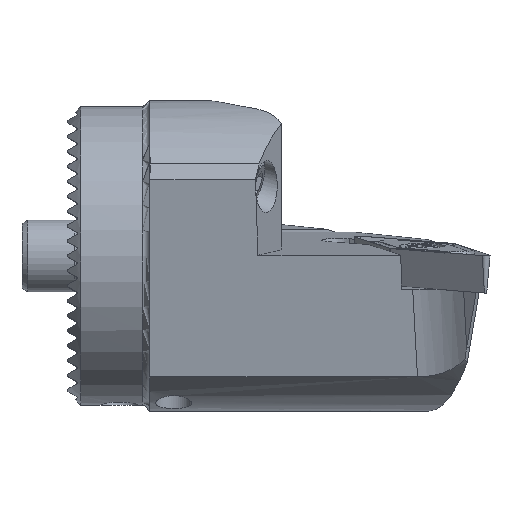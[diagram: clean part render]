
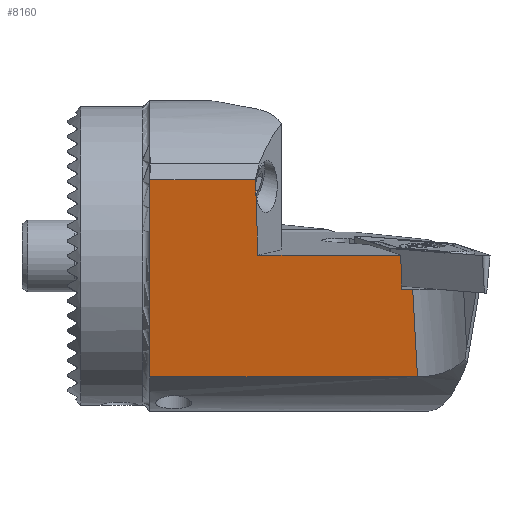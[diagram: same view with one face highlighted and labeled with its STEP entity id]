
A CAD part, top view. The second image highlights one B-rep face of the part: STEP entity #8160.
In plain terms, the highlighted planar face has unit normal (0, -0.173, 0.985).
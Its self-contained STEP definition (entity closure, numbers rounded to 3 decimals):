
#73 = VECTOR ( 'NONE', #11114, 1000. ) ;
#156 = EDGE_CURVE ( 'NONE', #8186, #8816, #7101, .T. ) ;
#243 = DIRECTION ( 'NONE',  ( 0.032, -0.984, -0.173 ) ) ;
#269 = ORIENTED_EDGE ( 'NONE', *, *, #2727, .T. ) ;
#287 = VECTOR ( 'NONE', #2609, 1000. ) ;
#367 = VERTEX_POINT ( 'NONE', #10311 ) ;
#382 = LINE ( 'NONE', #11206, #73 ) ;
#402 = LINE ( 'NONE', #11116, #1015 ) ;
#481 = FACE_OUTER_BOUND ( 'NONE', #3583, .T. ) ;
#756 = CARTESIAN_POINT ( 'NONE',  ( -0.625, 0.044, 13.714 ) ) ;
#787 = EDGE_CURVE ( 'NONE', #1498, #8155, #382, .T. ) ;
#815 = DIRECTION ( 'NONE',  ( 0.07, -0.983, -0.173 ) ) ;
#852 = CARTESIAN_POINT ( 'NONE',  ( 6.5, -10.149, 11.924 ) ) ;
#1015 = VECTOR ( 'NONE', #1448, 1000. ) ;
#1083 = EDGE_CURVE ( 'NONE', #7913, #8816, #11030, .T. ) ;
#1209 = ORIENTED_EDGE ( 'NONE', *, *, #10540, .F. ) ;
#1232 = LINE ( 'NONE', #11652, #7650 ) ;
#1295 = CARTESIAN_POINT ( 'NONE',  ( 16.298, -22.431, 9.765 ) ) ;
#1448 = DIRECTION ( 'NONE',  ( -0.053, 0.984, 0.173 ) ) ;
#1498 = VERTEX_POINT ( 'NONE', #11327 ) ;
#1652 = DIRECTION ( 'NONE',  ( -1., 0., 0. ) ) ;
#1661 = B_SPLINE_CURVE_WITH_KNOTS ( 'NONE', 3,
 ( #9526, #7692, #9568, #7643 ),
 .UNSPECIFIED., .F., .F.,
 ( 4, 4 ),
 ( 0.002, 0.003 ),
 .UNSPECIFIED. ) ;
#1988 = CARTESIAN_POINT ( 'NONE',  ( 15.375, 5.745, 14.716 ) ) ;
#2609 = DIRECTION ( 'NONE',  ( -0.022, -0.985, -0.173 ) ) ;
#2671 = EDGE_CURVE ( 'NONE', #9152, #1498, #402, .T. ) ;
#2685 = LINE ( 'NONE', #4367, #5415 ) ;
#2727 = EDGE_CURVE ( 'NONE', #5290, #367, #2685, .T. ) ;
#3545 = CARTESIAN_POINT ( 'NONE',  ( 27.543, -2.982, 13.183 ) ) ;
#3583 = EDGE_LOOP ( 'NONE', ( #8107, #269, #11278, #1209, #7964, #5297, #4606, #5918, #9338, #3879, #5660, #5896 ) ) ;
#3791 = LINE ( 'NONE', #5200, #4865 ) ;
#3879 = ORIENTED_EDGE ( 'NONE', *, *, #1083, .T. ) ;
#3987 = EDGE_CURVE ( 'NONE', #5290, #4908, #7395, .T. ) ;
#4235 = CARTESIAN_POINT ( 'NONE',  ( 29.564, -22.01, 9.839 ) ) ;
#4268 = DIRECTION ( 'NONE',  ( 0., 0.173, -0.985 ) ) ;
#4367 = CARTESIAN_POINT ( 'NONE',  ( 6.592, 6.37, 14.826 ) ) ;
#4479 = DIRECTION ( 'NONE',  ( 0., 0.985, 0.173 ) ) ;
#4606 = ORIENTED_EDGE ( 'NONE', *, *, #787, .T. ) ;
#4780 = CARTESIAN_POINT ( 'NONE',  ( 15.323, 5.61, 14.693 ) ) ;
#4824 = CARTESIAN_POINT ( 'NONE',  ( 15.328, 5.461, 14.666 ) ) ;
#4865 = VECTOR ( 'NONE', #4479, 1000. ) ;
#4908 = VERTEX_POINT ( 'NONE', #1988 ) ;
#5200 = CARTESIAN_POINT ( 'NONE',  ( 6.5, 13.185, 16.023 ) ) ;
#5280 = CARTESIAN_POINT ( 'NONE',  ( 27.547, -2.8, 13.215 ) ) ;
#5290 = VERTEX_POINT ( 'NONE', #11393 ) ;
#5297 = ORIENTED_EDGE ( 'NONE', *, *, #2671, .T. ) ;
#5415 = VECTOR ( 'NONE', #11174, 1000. ) ;
#5482 = LINE ( 'NONE', #5776, #11570 ) ;
#5532 = EDGE_CURVE ( 'NONE', #12398, #367, #1661, .T. ) ;
#5602 = EDGE_CURVE ( 'NONE', #8186, #4908, #12001, .T. ) ;
#5660 = ORIENTED_EDGE ( 'NONE', *, *, #156, .F. ) ;
#5776 = CARTESIAN_POINT ( 'NONE',  ( 27.479, 0.21, 13.744 ) ) ;
#5806 = DIRECTION ( 'NONE',  ( 0.032, -0.984, -0.173 ) ) ;
#5856 = VECTOR ( 'NONE', #1652, 1000. ) ;
#5869 = CARTESIAN_POINT ( 'NONE',  ( 28.923, -10.149, 11.924 ) ) ;
#5896 = ORIENTED_EDGE ( 'NONE', *, *, #5602, .T. ) ;
#5918 = ORIENTED_EDGE ( 'NONE', *, *, #11802, .F. ) ;
#7101 = LINE ( 'NONE', #12431, #10122 ) ;
#7395 = LINE ( 'NONE', #1295, #9652 ) ;
#7643 = CARTESIAN_POINT ( 'NONE',  ( 6.509, 6.37, 14.826 ) ) ;
#7650 = VECTOR ( 'NONE', #8871, 1000. ) ;
#7692 = CARTESIAN_POINT ( 'NONE',  ( 6.5, 6.205, 14.797 ) ) ;
#7913 = VERTEX_POINT ( 'NONE', #8392 ) ;
#7964 = ORIENTED_EDGE ( 'NONE', *, *, #9101, .T. ) ;
#8107 = ORIENTED_EDGE ( 'NONE', *, *, #3987, .F. ) ;
#8155 = VERTEX_POINT ( 'NONE', #5280 ) ;
#8160 = ADVANCED_FACE ( 'NONE', ( #481 ), #9115, .F. ) ;
#8186 = VERTEX_POINT ( 'NONE', #9147 ) ;
#8392 = CARTESIAN_POINT ( 'NONE',  ( 27.491, 0.044, 13.714 ) ) ;
#8639 = LINE ( 'NONE', #3545, #287 ) ;
#8806 = CARTESIAN_POINT ( 'NONE',  ( 15.375, 5.745, 14.716 ) ) ;
#8816 = VERTEX_POINT ( 'NONE', #11065 ) ;
#8871 = DIRECTION ( 'NONE',  ( 1., 0., 0. ) ) ;
#8911 = CARTESIAN_POINT ( 'NONE',  ( 27.581, -1.23, 13.491 ) ) ;
#9101 = EDGE_CURVE ( 'NONE', #9997, #9152, #1232, .T. ) ;
#9115 = PLANE ( 'NONE',  #9815 ) ;
#9147 = CARTESIAN_POINT ( 'NONE',  ( 15.39, 5.299, 14.638 ) ) ;
#9152 = VERTEX_POINT ( 'NONE', #5869 ) ;
#9187 = DIRECTION ( 'NONE',  ( 0., 0.985, 0.173 ) ) ;
#9338 = ORIENTED_EDGE ( 'NONE', *, *, #9530, .F. ) ;
#9526 = CARTESIAN_POINT ( 'NONE',  ( 6.5, 6.122, 14.782 ) ) ;
#9530 = EDGE_CURVE ( 'NONE', #7913, #10403, #5482, .T. ) ;
#9568 = CARTESIAN_POINT ( 'NONE',  ( 6.503, 6.288, 14.812 ) ) ;
#9652 = VECTOR ( 'NONE', #243, 1000. ) ;
#9815 = AXIS2_PLACEMENT_3D ( 'NONE', #4235, #4268, #9187 ) ;
#9836 = CARTESIAN_POINT ( 'NONE',  ( 15.39, 5.299, 14.638 ) ) ;
#9997 = VERTEX_POINT ( 'NONE', #852 ) ;
#10122 = VECTOR ( 'NONE', #5806, 1000. ) ;
#10311 = CARTESIAN_POINT ( 'NONE',  ( 6.509, 6.37, 14.826 ) ) ;
#10403 = VERTEX_POINT ( 'NONE', #8911 ) ;
#10540 = EDGE_CURVE ( 'NONE', #9997, #12398, #3791, .T. ) ;
#10908 = CARTESIAN_POINT ( 'NONE',  ( 6.5, 6.122, 14.782 ) ) ;
#11030 = LINE ( 'NONE', #756, #5856 ) ;
#11065 = CARTESIAN_POINT ( 'NONE',  ( 15.562, 0.044, 13.714 ) ) ;
#11114 = DIRECTION ( 'NONE',  ( -1., 0., 0. ) ) ;
#11116 = CARTESIAN_POINT ( 'NONE',  ( 29.564, -22.01, 9.839 ) ) ;
#11174 = DIRECTION ( 'NONE',  ( -1., 0., 0. ) ) ;
#11206 = CARTESIAN_POINT ( 'NONE',  ( 29.435, -2.8, 13.215 ) ) ;
#11278 = ORIENTED_EDGE ( 'NONE', *, *, #5532, .F. ) ;
#11327 = CARTESIAN_POINT ( 'NONE',  ( 28.525, -2.8, 13.215 ) ) ;
#11393 = CARTESIAN_POINT ( 'NONE',  ( 15.354, 6.37, 14.826 ) ) ;
#11570 = VECTOR ( 'NONE', #815, 1000. ) ;
#11652 = CARTESIAN_POINT ( 'NONE',  ( -0.854, -10.149, 11.924 ) ) ;
#11802 = EDGE_CURVE ( 'NONE', #10403, #8155, #8639, .T. ) ;
#12001 =( BOUNDED_CURVE ( )  B_SPLINE_CURVE ( 3, ( #9836, #4824, #4780, #8806 ),
 .UNSPECIFIED., .F., .F. ) 
 B_SPLINE_CURVE_WITH_KNOTS ( ( 4, 4 ),
 ( 6.102, 6.31 ),
 .UNSPECIFIED. ) 
 CURVE ( )  GEOMETRIC_REPRESENTATION_ITEM ( )  RATIONAL_B_SPLINE_CURVE ( ( 1., 0.996, 0.996, 1. ) ) 
 REPRESENTATION_ITEM ( '' )  );
#12398 = VERTEX_POINT ( 'NONE', #10908 ) ;
#12431 = CARTESIAN_POINT ( 'NONE',  ( 16.298, -22.431, 9.765 ) ) ;
